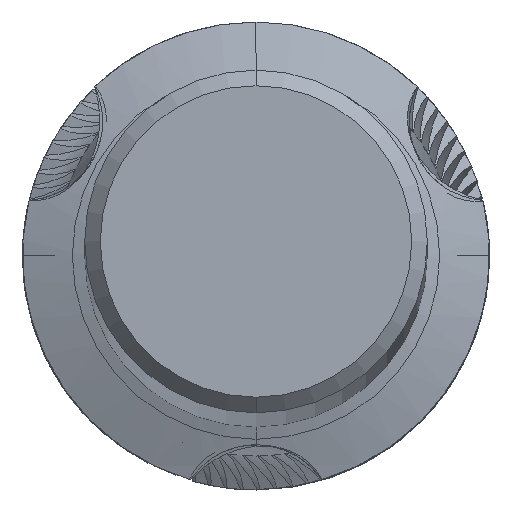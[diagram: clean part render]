
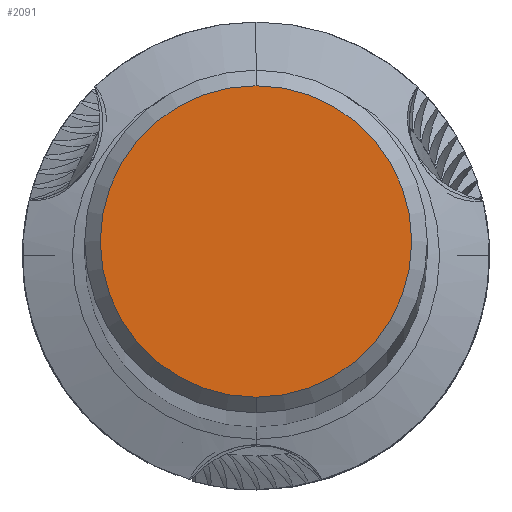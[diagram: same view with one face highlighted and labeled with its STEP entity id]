
A CAD part, top view. The second image highlights one B-rep face of the part: STEP entity #2091.
In plain terms, the highlighted planar face has unit normal (0, 0, 1).
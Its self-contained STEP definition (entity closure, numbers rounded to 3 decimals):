
#1969=EDGE_CURVE('',#1973,#3091,#4968,.T.);
#1973=VERTEX_POINT('',#4972);
#2091=ADVANCED_FACE('',(#5103),#5104,.T.);
#2187=EDGE_CURVE('',#3091,#1973,#5208,.T.);
#3091=VERTEX_POINT('',#6191);
#4968=CIRCLE('',#8892,1.0);
#4972=CARTESIAN_POINT('',(0.0,1.0,0.0));
#5103=FACE_OUTER_BOUND('',#9193,.T.);
#5104=PLANE('',#9194);
#5208=CIRCLE('',#9448,1.0);
#6191=CARTESIAN_POINT('',(0.,-1.0,0.0));
#8892=AXIS2_PLACEMENT_3D('',#15816,#15817,#15818);
#9193=EDGE_LOOP('',(#15978,#15979));
#9194=AXIS2_PLACEMENT_3D('',#15980,#15981,#15982);
#9448=AXIS2_PLACEMENT_3D('',#16074,#16075,#16076);
#15816=CARTESIAN_POINT('',(0.0,0.0,0.0));
#15817=DIRECTION('',(0.0,0.0,-1.0));
#15818=DIRECTION('',(0.0,1.0,0.0));
#15978=ORIENTED_EDGE('',*,*,#1969,.F.);
#15979=ORIENTED_EDGE('',*,*,#2187,.F.);
#15980=CARTESIAN_POINT('',(0.0,0.5,0.0));
#15981=DIRECTION('',(-0.0,0.0,1.0));
#15982=DIRECTION('',(0.0,-1.0,0.0));
#16074=CARTESIAN_POINT('',(0.0,0.0,0.0));
#16075=DIRECTION('',(0.0,0.0,-1.0));
#16076=DIRECTION('',(0.0,1.0,0.0));
